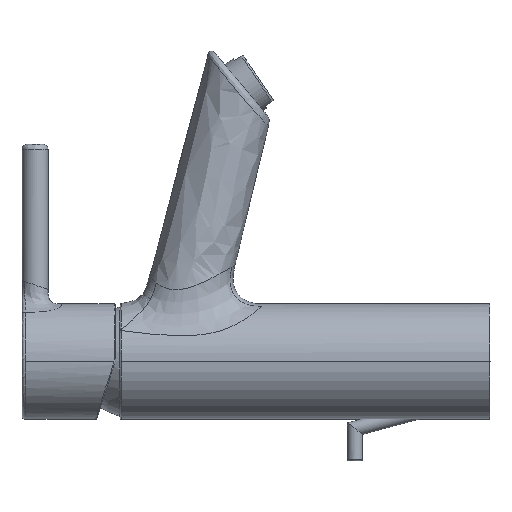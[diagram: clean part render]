
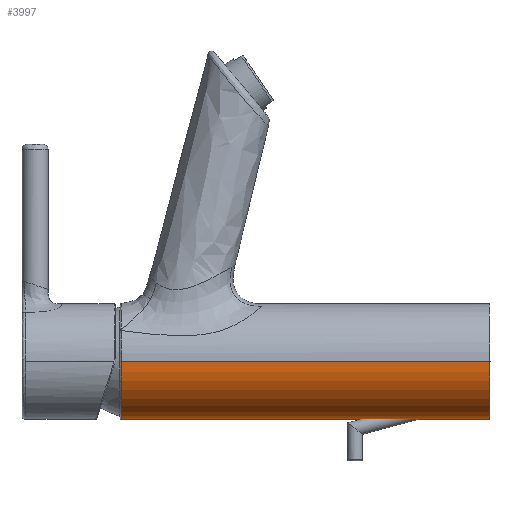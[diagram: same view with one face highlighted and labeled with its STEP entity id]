
A CAD part, left-side view. The second image highlights one B-rep face of the part: STEP entity #3997.
In plain terms, the highlighted cylindrical face has radius 23.25 mm (diameter 46.5 mm), a partial arc.
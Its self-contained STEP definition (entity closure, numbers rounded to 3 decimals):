
#79 = EDGE_CURVE ( 'NONE', #1982, #9221, #3389, .T. ) ;
#151 = AXIS2_PLACEMENT_3D ( 'NONE', #4061, #9754, #6510 ) ;
#501 = AXIS2_PLACEMENT_3D ( 'NONE', #3957, #9649, #5480 ) ;
#704 = ORIENTED_EDGE ( 'NONE', *, *, #5868, .T. ) ;
#1045 = CYLINDRICAL_SURFACE ( 'NONE', #7044, 23.25 ) ;
#1163 = DIRECTION ( 'NONE',  ( 1., 0., 0. ) ) ;
#1334 = DIRECTION ( 'NONE',  ( 0., 1., 0. ) ) ;
#1366 = ORIENTED_EDGE ( 'NONE', *, *, #79, .T. ) ;
#1470 = ORIENTED_EDGE ( 'NONE', *, *, #8008, .F. ) ;
#1972 = EDGE_LOOP ( 'NONE', ( #3400, #1366, #704, #1470 ) ) ;
#1982 = VERTEX_POINT ( 'NONE', #2333 ) ;
#2333 = CARTESIAN_POINT ( 'NONE',  ( -23.25, -5., 0. ) ) ;
#2358 = VERTEX_POINT ( 'NONE', #9341 ) ;
#2819 = LINE ( 'NONE', #4945, #6735 ) ;
#2867 = CARTESIAN_POINT ( 'NONE',  ( 0., 72., 0. ) ) ;
#2955 = CIRCLE ( 'NONE', #151, 23.25 ) ;
#3029 = VECTOR ( 'NONE', #1334, 1000. ) ;
#3389 = LINE ( 'NONE', #10215, #3029 ) ;
#3400 = ORIENTED_EDGE ( 'NONE', *, *, #4429, .T. ) ;
#3957 = CARTESIAN_POINT ( 'NONE',  ( 0., 143.5, 0. ) ) ;
#3997 = ADVANCED_FACE ( 'NONE', ( #7019 ), #1045, .T. ) ;
#4061 = CARTESIAN_POINT ( 'NONE',  ( 0., -5., 0. ) ) ;
#4192 = CIRCLE ( 'NONE', #501, 23.25 ) ;
#4429 = EDGE_CURVE ( 'NONE', #8587, #1982, #2955, .T. ) ;
#4945 = CARTESIAN_POINT ( 'NONE',  ( 23.25, 72., 0. ) ) ;
#5249 = CARTESIAN_POINT ( 'NONE',  ( 23.25, -5., 0. ) ) ;
#5480 = DIRECTION ( 'NONE',  ( 1., 0., 0. ) ) ;
#5812 = DIRECTION ( 'NONE',  ( 0., 1., 0. ) ) ;
#5868 = EDGE_CURVE ( 'NONE', #9221, #2358, #4192, .T. ) ;
#6510 = DIRECTION ( 'NONE',  ( 1., 0., 0. ) ) ;
#6735 = VECTOR ( 'NONE', #5812, 1000. ) ;
#7019 = FACE_OUTER_BOUND ( 'NONE', #1972, .T. ) ;
#7044 = AXIS2_PLACEMENT_3D ( 'NONE', #2867, #9291, #1163 ) ;
#8008 = EDGE_CURVE ( 'NONE', #8587, #2358, #2819, .T. ) ;
#8587 = VERTEX_POINT ( 'NONE', #5249 ) ;
#9221 = VERTEX_POINT ( 'NONE', #9352 ) ;
#9291 = DIRECTION ( 'NONE',  ( 0., 1., 0. ) ) ;
#9341 = CARTESIAN_POINT ( 'NONE',  ( 23.25, 143.5, 0. ) ) ;
#9352 = CARTESIAN_POINT ( 'NONE',  ( -23.25, 143.5, 0. ) ) ;
#9649 = DIRECTION ( 'NONE',  ( 0., -1., 0. ) ) ;
#9754 = DIRECTION ( 'NONE',  ( 0., 1., 0. ) ) ;
#10215 = CARTESIAN_POINT ( 'NONE',  ( -23.25, 72., 0. ) ) ;
